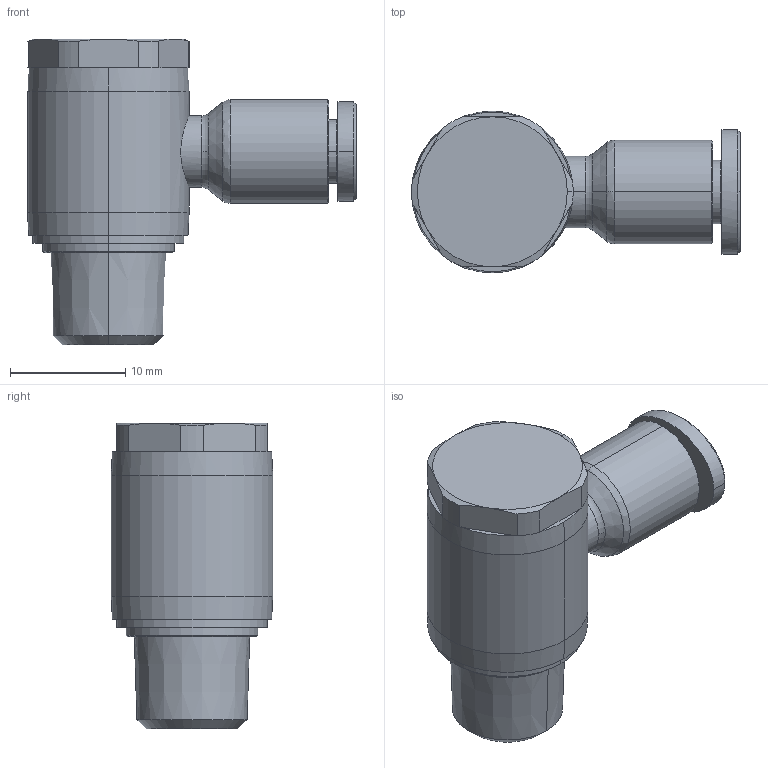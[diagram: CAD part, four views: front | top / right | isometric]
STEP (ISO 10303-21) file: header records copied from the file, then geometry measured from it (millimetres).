
FILE_DESCRIPTION (( 'STEP AP214' ), '1' );
FILE_NAME ('PH04-01.stp', '2015-08-26T14:29:05', ( '' ), ( '' ), 'SwSTEP 2.0', 'SolidWorks 2015', '' );
FILE_SCHEMA (( 'AUTOMOTIVE_DESIGN' ));
Length unit declared in the file: millimetre
Products named in the file (2): PH04-01; ｦ+ﾃｦ1
Assembly tree (1 placements, depth 2):
  PH04-01
    ｦ+ﾃｦ1
Bounding box: 28.5 x 14 x 26.5 mm (x, y, z)
Volume: 3412.1 mm3; surface area: 2444.1 mm2
Topology: 1 solids, 1 shells, 445 faces, 1231 edges, 808 vertices
Faces by surface type: plane 353, bspline 32, cylinder 29, cone 29, torus 2
Entity records: 15615 total; most frequent: CARTESIAN_POINT 3699, ORIENTED_EDGE 2458, DIRECTION 2088, EDGE_CURVE 1229, VECTOR 1028, LINE 1028, VERTEX_POINT 808, AXIS2_PLACEMENT_3D 530
